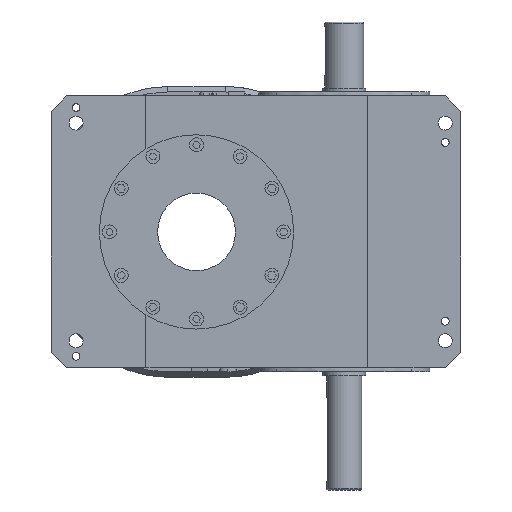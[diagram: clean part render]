
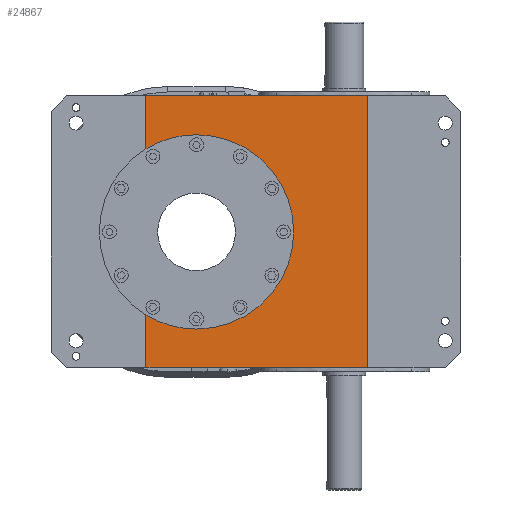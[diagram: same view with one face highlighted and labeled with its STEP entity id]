
A CAD part, front view. The second image highlights one B-rep face of the part: STEP entity #24867.
In plain terms, the highlighted planar face has unit normal (0, -1, 0).
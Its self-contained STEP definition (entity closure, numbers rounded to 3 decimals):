
#41 = VERTEX_POINT ( 'NONE', #10308 ) ;
#231 = CARTESIAN_POINT ( 'NONE',  ( -252.079, 5., -4.06 ) ) ;
#742 = CARTESIAN_POINT ( 'NONE',  ( -317.079, 5., -54.06 ) ) ;
#888 = CARTESIAN_POINT ( 'NONE',  ( -317.079, 5., 227.711 ) ) ;
#1360 = CARTESIAN_POINT ( 'NONE',  ( -32.079, 5., 295.94 ) ) ;
#1828 = VECTOR ( 'NONE', #6955, 1000. ) ;
#2161 = CARTESIAN_POINT ( 'NONE',  ( -252.079, 5., 120.94 ) ) ;
#2648 = VERTEX_POINT ( 'NONE', #3518 ) ;
#3148 = CARTESIAN_POINT ( 'NONE',  ( -32.079, 5., 295.94 ) ) ;
#3314 = CIRCLE ( 'NONE', #11641, 125. ) ;
#3450 = ORIENTED_EDGE ( 'NONE', *, *, #13320, .T. ) ;
#3518 = CARTESIAN_POINT ( 'NONE',  ( -105.945, 5., -54.06 ) ) ;
#4072 = ORIENTED_EDGE ( 'NONE', *, *, #14359, .T. ) ;
#4294 = VERTEX_POINT ( 'NONE', #8263 ) ;
#4894 = LINE ( 'NONE', #3148, #11874 ) ;
#5076 = EDGE_CURVE ( 'NONE', #25482, #41, #12663, .T. ) ;
#5210 = CARTESIAN_POINT ( 'NONE',  ( -317.079, 5., 14.17 ) ) ;
#5761 = VECTOR ( 'NONE', #18932, 1000. ) ;
#6096 = CARTESIAN_POINT ( 'NONE',  ( -252.079, 5., 120.94 ) ) ;
#6137 = CARTESIAN_POINT ( 'NONE',  ( -252.079, 5., 245.94 ) ) ;
#6616 = CARTESIAN_POINT ( 'NONE',  ( -317.079, 5., 295.94 ) ) ;
#6723 = PLANE ( 'NONE',  #11790 ) ;
#6836 = DIRECTION ( 'NONE',  ( 0., -1., 0. ) ) ;
#6955 = DIRECTION ( 'NONE',  ( 0., 0., 1. ) ) ;
#7051 = DIRECTION ( 'NONE',  ( 0., 0., -1. ) ) ;
#7353 = VERTEX_POINT ( 'NONE', #888 ) ;
#7762 = ORIENTED_EDGE ( 'NONE', *, *, #5076, .T. ) ;
#8171 = CARTESIAN_POINT ( 'NONE',  ( -317.079, 5., -54.06 ) ) ;
#8263 = CARTESIAN_POINT ( 'NONE',  ( -105.945, 5., 295.94 ) ) ;
#8557 = DIRECTION ( 'NONE',  ( 0., -1., 0. ) ) ;
#8867 = VECTOR ( 'NONE', #7051, 1000. ) ;
#8905 = EDGE_CURVE ( 'NONE', #4294, #25315, #4894, .T. ) ;
#10299 = EDGE_CURVE ( 'NONE', #22903, #25794, #18127, .T. ) ;
#10308 = CARTESIAN_POINT ( 'NONE',  ( -32.079, 5., 295.94 ) ) ;
#10822 = DIRECTION ( 'NONE',  ( 0., 0., -1. ) ) ;
#10826 = DIRECTION ( 'NONE',  ( 1., 0., 0. ) ) ;
#10940 = VECTOR ( 'NONE', #16703, 1000. ) ;
#10963 = VECTOR ( 'NONE', #24736, 1000. ) ;
#11434 = CARTESIAN_POINT ( 'NONE',  ( -317.079, 5., 295.94 ) ) ;
#11641 = AXIS2_PLACEMENT_3D ( 'NONE', #28906, #6836, #24349 ) ;
#11790 = AXIS2_PLACEMENT_3D ( 'NONE', #15700, #8557, #10822 ) ;
#11874 = VECTOR ( 'NONE', #14457, 1000. ) ;
#12663 = LINE ( 'NONE', #22030, #1828 ) ;
#12682 = AXIS2_PLACEMENT_3D ( 'NONE', #6096, #28170, #14693 ) ;
#12717 = CIRCLE ( 'NONE', #21102, 125. ) ;
#13320 = EDGE_CURVE ( 'NONE', #25315, #7353, #24998, .T. ) ;
#13730 = ORIENTED_EDGE ( 'NONE', *, *, #14826, .T. ) ;
#14067 = VERTEX_POINT ( 'NONE', #15447 ) ;
#14359 = EDGE_CURVE ( 'NONE', #22903, #14067, #15153, .T. ) ;
#14457 = DIRECTION ( 'NONE',  ( -1., 0., 0. ) ) ;
#14693 = DIRECTION ( 'NONE',  ( 0., 0., -1. ) ) ;
#14826 = EDGE_CURVE ( 'NONE', #14067, #2648, #20073, .T. ) ;
#14867 = ORIENTED_EDGE ( 'NONE', *, *, #18511, .F. ) ;
#15153 = LINE ( 'NONE', #11434, #8867 ) ;
#15447 = CARTESIAN_POINT ( 'NONE',  ( -317.079, 5., -54.06 ) ) ;
#15700 = CARTESIAN_POINT ( 'NONE',  ( 0., 5., 0. ) ) ;
#15730 = EDGE_CURVE ( 'NONE', #20486, #7353, #3314, .T. ) ;
#16206 = VECTOR ( 'NONE', #10826, 1000. ) ;
#16420 = EDGE_CURVE ( 'NONE', #2648, #25482, #19451, .T. ) ;
#16703 = DIRECTION ( 'NONE',  ( -1., 0., 0. ) ) ;
#16922 = EDGE_LOOP ( 'NONE', ( #20524, #7762, #23672, #20346, #3450, #24858, #14867, #23333, #4072, #13730 ) ) ;
#18127 = CIRCLE ( 'NONE', #12682, 125. ) ;
#18511 = EDGE_CURVE ( 'NONE', #25794, #20486, #12717, .T. ) ;
#18829 = CARTESIAN_POINT ( 'NONE',  ( -32.079, 5., -54.06 ) ) ;
#18930 = EDGE_CURVE ( 'NONE', #41, #4294, #22873, .T. ) ;
#18932 = DIRECTION ( 'NONE',  ( 1., 0., 0. ) ) ;
#19451 = LINE ( 'NONE', #742, #5761 ) ;
#19977 = DIRECTION ( 'NONE',  ( 0., 0., -1. ) ) ;
#20073 = LINE ( 'NONE', #8171, #16206 ) ;
#20248 = CARTESIAN_POINT ( 'NONE',  ( -317.079, 5., 295.94 ) ) ;
#20346 = ORIENTED_EDGE ( 'NONE', *, *, #8905, .T. ) ;
#20486 = VERTEX_POINT ( 'NONE', #6137 ) ;
#20524 = ORIENTED_EDGE ( 'NONE', *, *, #16420, .T. ) ;
#20969 = FACE_OUTER_BOUND ( 'NONE', #16922, .T. ) ;
#21102 = AXIS2_PLACEMENT_3D ( 'NONE', #2161, #24357, #19977 ) ;
#22030 = CARTESIAN_POINT ( 'NONE',  ( -32.079, 5., -54.06 ) ) ;
#22873 = LINE ( 'NONE', #1360, #10940 ) ;
#22903 = VERTEX_POINT ( 'NONE', #5210 ) ;
#23333 = ORIENTED_EDGE ( 'NONE', *, *, #10299, .F. ) ;
#23672 = ORIENTED_EDGE ( 'NONE', *, *, #18930, .T. ) ;
#24349 = DIRECTION ( 'NONE',  ( 0., 0., -1. ) ) ;
#24357 = DIRECTION ( 'NONE',  ( 0., -1., 0. ) ) ;
#24736 = DIRECTION ( 'NONE',  ( 0., 0., -1. ) ) ;
#24858 = ORIENTED_EDGE ( 'NONE', *, *, #15730, .F. ) ;
#24867 = ADVANCED_FACE ( 'NONE', ( #20969 ), #6723, .T. ) ;
#24998 = LINE ( 'NONE', #20248, #10963 ) ;
#25315 = VERTEX_POINT ( 'NONE', #6616 ) ;
#25482 = VERTEX_POINT ( 'NONE', #18829 ) ;
#25794 = VERTEX_POINT ( 'NONE', #231 ) ;
#28170 = DIRECTION ( 'NONE',  ( 0., -1., 0. ) ) ;
#28906 = CARTESIAN_POINT ( 'NONE',  ( -252.079, 5., 120.94 ) ) ;
